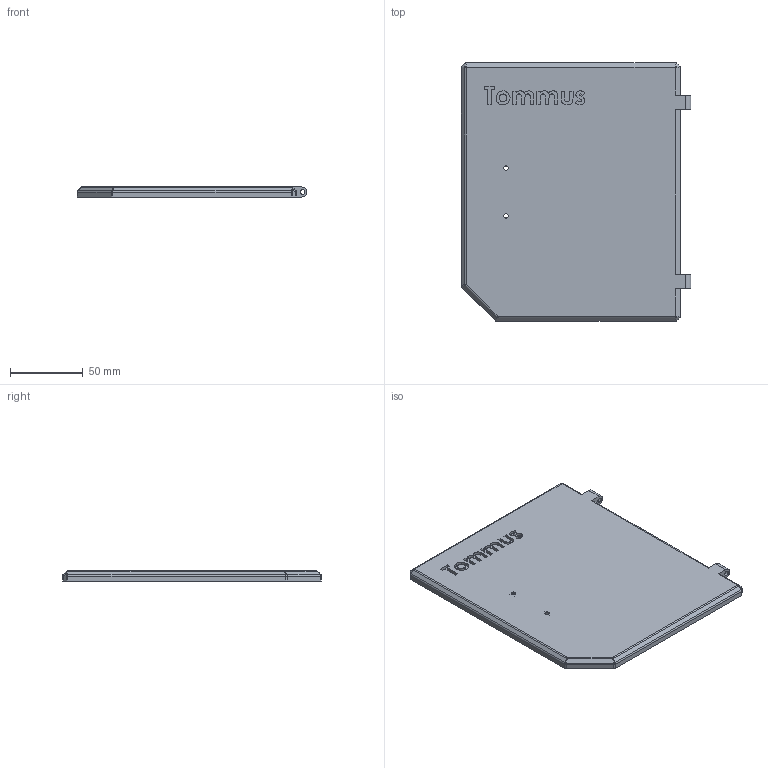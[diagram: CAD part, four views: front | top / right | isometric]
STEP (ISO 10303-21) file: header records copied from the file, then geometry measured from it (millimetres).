
FILE_DESCRIPTION (( 'STEP AP214' ), '1' );
FILE_NAME ('tool box lid fix.STEP', '2025-09-18T19:08:19', ( '' ), ( '' ), 'SwSTEP 2.0', 'SolidWorks 2024', '' );
FILE_SCHEMA (( 'AUTOMOTIVE_DESIGN' ));
Length unit declared in the file: millimetre
Products named in the file (1): tool box lid fix
Bounding box: 158.5 x 178.5 x 7 mm (x, y, z)
Volume: 98273.8 mm3; surface area: 60871.3 mm2
Topology: 1 solids, 3 shells, 222 faces, 550 edges, 344 vertices
Faces by surface type: plane 96, cylinder 60, bspline 44, sphere 22
Entity records: 11219 total; most frequent: CARTESIAN_POINT 3697, ORIENTED_EDGE 1100, DIRECTION 940, EDGE_CURVE 550, VERTEX_POINT 344, LINE 342, VECTOR 342, AXIS2_PLACEMENT_3D 299
